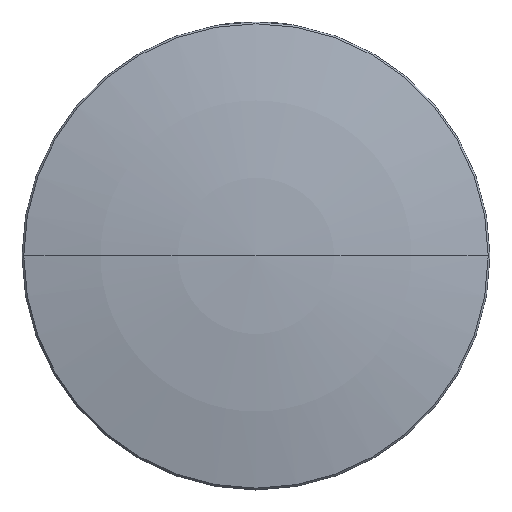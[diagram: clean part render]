
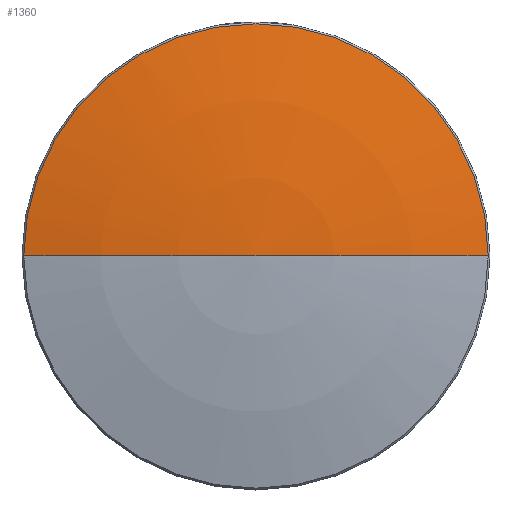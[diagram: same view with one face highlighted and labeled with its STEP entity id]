
A CAD part, top view. The second image highlights one B-rep face of the part: STEP entity #1360.
In plain terms, the highlighted toroidal (fillet/blend) face has major radius 0.002 mm and minor radius 115.02 mm.
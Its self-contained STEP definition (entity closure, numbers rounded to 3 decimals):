
#23 = CARTESIAN_POINT ( 'NONE',  ( -0.002, 0., -112.1 ) ) ;
#166 = VERTEX_POINT ( 'NONE', #1692 ) ;
#182 = CIRCLE ( 'NONE', #1057, 25.205 ) ;
#183 = DIRECTION ( 'NONE',  ( -1., 0., 0. ) ) ;
#200 = EDGE_CURVE ( 'NONE', #442, #1894, #1845, .T. ) ;
#227 = CARTESIAN_POINT ( 'NONE',  ( 0., 0., 2.92 ) ) ;
#348 = CARTESIAN_POINT ( 'NONE',  ( 0.002, 0., -112.1 ) ) ;
#350 = DIRECTION ( 'NONE',  ( 0., 0., -1. ) ) ;
#438 = AXIS2_PLACEMENT_3D ( 'NONE', #23, #1718, #350 ) ;
#442 = VERTEX_POINT ( 'NONE', #876 ) ;
#465 = DIRECTION ( 'NONE',  ( 0., 0., 1. ) ) ;
#471 = AXIS2_PLACEMENT_3D ( 'NONE', #1081, #465, #1225 ) ;
#590 = DIRECTION ( 'NONE',  ( -1., 0., 0. ) ) ;
#796 = DIRECTION ( 'NONE',  ( 0., 1., 0. ) ) ;
#863 = EDGE_LOOP ( 'NONE', ( #1488, #1289, #1798 ) ) ;
#876 = CARTESIAN_POINT ( 'NONE',  ( -25.205, 0., 0.124 ) ) ;
#879 = EDGE_CURVE ( 'NONE', #166, #1894, #1068, .T. ) ;
#1025 = TOROIDAL_SURFACE ( 'NONE', #471, -0.002, 115.02 ) ;
#1057 = AXIS2_PLACEMENT_3D ( 'NONE', #1654, #1387, #590 ) ;
#1068 = CIRCLE ( 'NONE', #438, 115.02 ) ;
#1081 = CARTESIAN_POINT ( 'NONE',  ( 0., 0., -112.1 ) ) ;
#1208 = FACE_OUTER_BOUND ( 'NONE', #863, .T. ) ;
#1225 = DIRECTION ( 'NONE',  ( 1., 0., 0. ) ) ;
#1289 = ORIENTED_EDGE ( 'NONE', *, *, #200, .T. ) ;
#1360 = ADVANCED_FACE ( 'NONE', ( #1208 ), #1025, .T. ) ;
#1387 = DIRECTION ( 'NONE',  ( 0., 0., 1. ) ) ;
#1488 = ORIENTED_EDGE ( 'NONE', *, *, #1616, .T. ) ;
#1616 = EDGE_CURVE ( 'NONE', #166, #442, #182, .T. ) ;
#1654 = CARTESIAN_POINT ( 'NONE',  ( 0., 0., 0.124 ) ) ;
#1663 = AXIS2_PLACEMENT_3D ( 'NONE', #348, #796, #183 ) ;
#1692 = CARTESIAN_POINT ( 'NONE',  ( 25.205, 0., 0.124 ) ) ;
#1718 = DIRECTION ( 'NONE',  ( 0., -1., 0. ) ) ;
#1798 = ORIENTED_EDGE ( 'NONE', *, *, #879, .F. ) ;
#1845 = CIRCLE ( 'NONE', #1663, 115.02 ) ;
#1894 = VERTEX_POINT ( 'NONE', #227 ) ;
